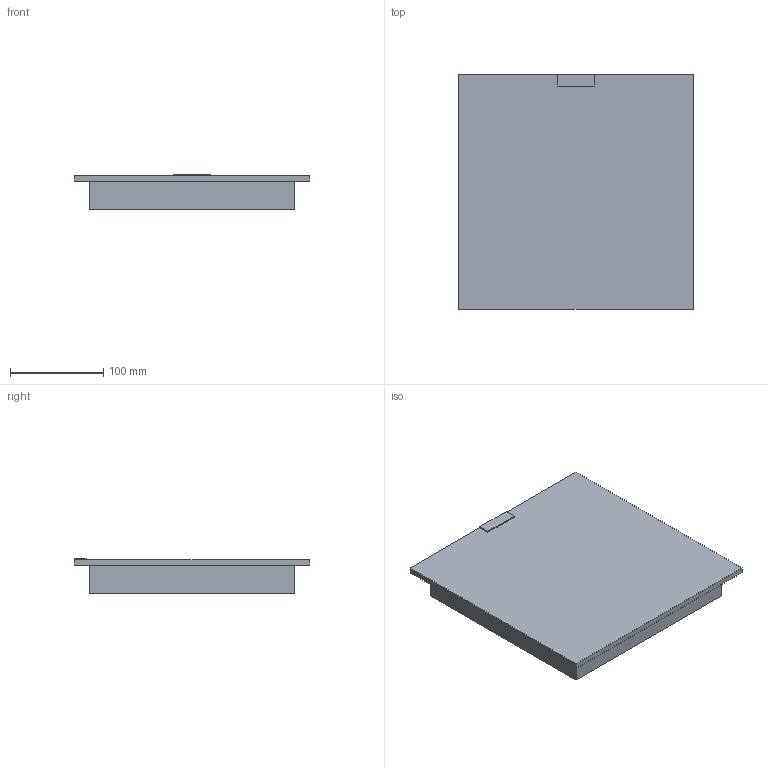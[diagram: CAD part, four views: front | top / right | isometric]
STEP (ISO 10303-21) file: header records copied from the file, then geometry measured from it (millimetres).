
FILE_DESCRIPTION(('CATIA V5 STEP Exchange','CAx-IF Rec.Pracs.--- Model Styling and Organization---1.4--- 2014-01-23'),'2;1');
FILE_NAME ('193401-1_0_2557200000_2557200000.stp','2023-03-20T17:39:21+00:00',('none'),('Weidmueller'),'CATIA Version 5-6 Release 2016 SP3 HF44','CATIA V5 STEP AP214','none');
FILE_SCHEMA(('AUTOMOTIVE_DESIGN { 1 0 10303 214 1 1 1 1 }'));
Length unit declared in the file: millimetre
Products named in the file (1): Simple-3D FilterFan
Bounding box: 252 x 252 x 38 mm (x, y, z)
Volume: 1884012.3 mm3; surface area: 160355.4 mm2
Topology: 1 solids, 1 shells, 15 faces, 36 edges, 24 vertices
Faces by surface type: plane 15
Entity records: 451 total; most frequent: CARTESIAN_POINT 76, ORIENTED_EDGE 72, DIRECTION 66, VECTOR 36, EDGE_CURVE 36, LINE 36, VERTEX_POINT 24, AXIS2_PLACEMENT_3D 16
